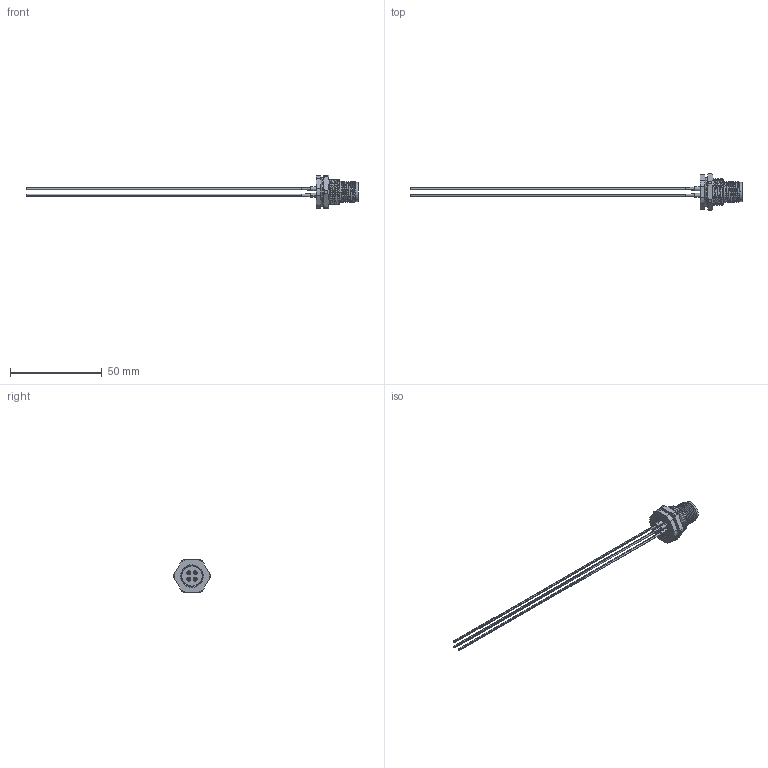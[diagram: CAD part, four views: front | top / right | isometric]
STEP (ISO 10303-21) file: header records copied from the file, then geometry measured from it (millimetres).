
FILE_DESCRIPTION (( 'STEP AP203' ), '1' );
FILE_NAME ('10-05265_revA.STEP', '2023-04-04T00:02:09', ( '' ), ( '' ), 'SwSTEP 2.0', 'SolidWorks 2021', '' );
FILE_SCHEMA (( 'CONFIG_CONTROL_DESIGN' ));
Length unit declared in the file: millimetre
Products named in the file (12): 30-01763_blunt cut; 54-00195; 30-01762_blunt cut; 54-00195-04___; 54-00195-02; 54-00195-05___; 30-01764_blunt cut; 30-01765_blunt cut; 54-00195-03___; Heat shrink; 10-05265_revA; 54-00195-01___
Assembly tree (17 placements, depth 3):
  10-05265_revA
    54-00195
      54-00195-01___
      54-00195-02
      54-00195-03___  x4
      54-00195-05___
      54-00195-04___
    30-01762_blunt cut
    Heat shrink  x4
    30-01764_blunt cut
    30-01763_blunt cut
    30-01765_blunt cut
Bounding box: 181 x 19.99 x 18 mm (x, y, z)
Volume: 3522.1 mm3; surface area: 19599.1 mm2
Topology: 176 solids, 176 shells, 1374 faces, 2926 edges, 1922 vertices
Faces by surface type: cylinder 803, plane 417, bspline 61, cone 57, torus 28, sphere 8
Entity records: 50578 total; most frequent: CARTESIAN_POINT 20985, DIRECTION 6328, ORIENTED_EDGE 5308, AXIS2_PLACEMENT_3D 2723, EDGE_CURVE 2654, VERTEX_POINT 1760, EDGE_LOOP 1596, CIRCLE 1503
